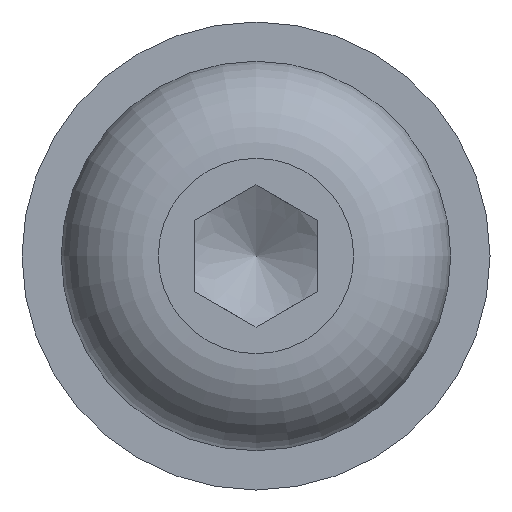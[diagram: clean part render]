
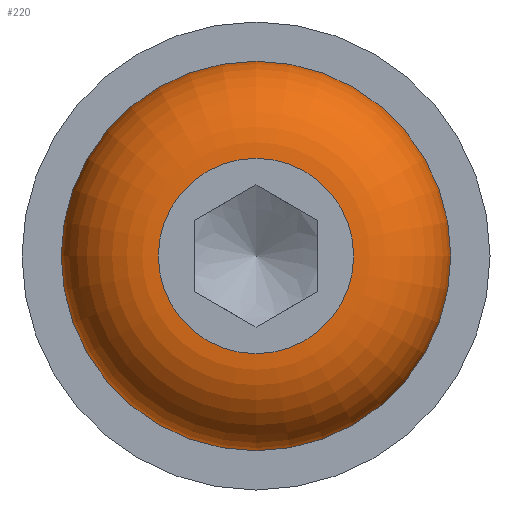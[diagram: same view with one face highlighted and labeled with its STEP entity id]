
A CAD part, left-side view. The second image highlights one B-rep face of the part: STEP entity #220.
In plain terms, the highlighted toroidal (fillet/blend) face has major radius 2.38 mm and minor radius 2.37 mm.
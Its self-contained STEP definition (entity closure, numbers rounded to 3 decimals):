
#46=TOROIDAL_SURFACE($,#246,2.38,2.37);
#55=FACE_BOUND($,#87,.T.);
#65=FACE_OUTER_BOUND($,#86,.T.);
#86=EDGE_LOOP($,(#164));
#87=EDGE_LOOP($,(#165));
#98=CIRCLE($,#234,4.744);
#104=CIRCLE($,#247,2.38);
#106=VERTEX_POINT($,#322);
#112=VERTEX_POINT($,#341);
#126=EDGE_CURVE($,#106,#106,#98,.T.);
#132=EDGE_CURVE($,#112,#112,#104,.T.);
#164=ORIENTED_EDGE($,*,*,#132,.T.);
#165=ORIENTED_EDGE($,*,*,#126,.T.);
#220=ADVANCED_FACE($,(#65,#55),#46,.T.);
#234=AXIS2_PLACEMENT_3D($,#323,#262,#263);
#246=AXIS2_PLACEMENT_3D($,#340,#286,#287);
#247=AXIS2_PLACEMENT_3D($,#342,#288,#289);
#262=DIRECTION('center_axis',(-1.,0.,0.));
#263=DIRECTION('ref_axis',(0.,0.,-1.));
#286=DIRECTION('center_axis',(1.,0.,0.));
#287=DIRECTION('ref_axis',(0.,0.,-1.));
#288=DIRECTION('center_axis',(1.,0.,0.));
#289=DIRECTION('ref_axis',(0.,-1.,0.));
#322=CARTESIAN_POINT('',(-0.55,0.,4.744));
#323=CARTESIAN_POINT('Origin',(-0.55,0.,0.));
#340=CARTESIAN_POINT('Origin',(-0.38,0.,
0.));
#341=CARTESIAN_POINT('',(-2.75,2.38,0.));
#342=CARTESIAN_POINT('Origin',(-2.75,0.,
0.));
